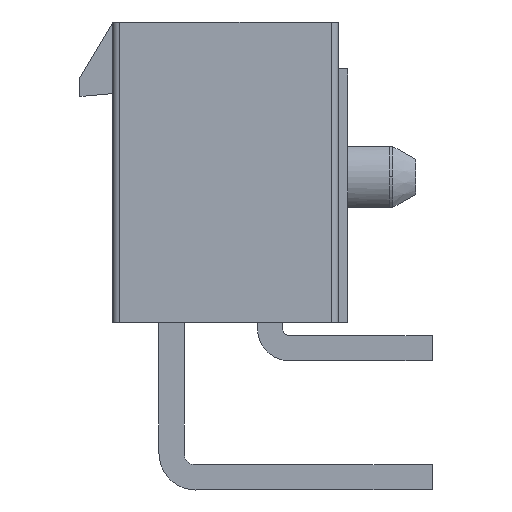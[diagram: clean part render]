
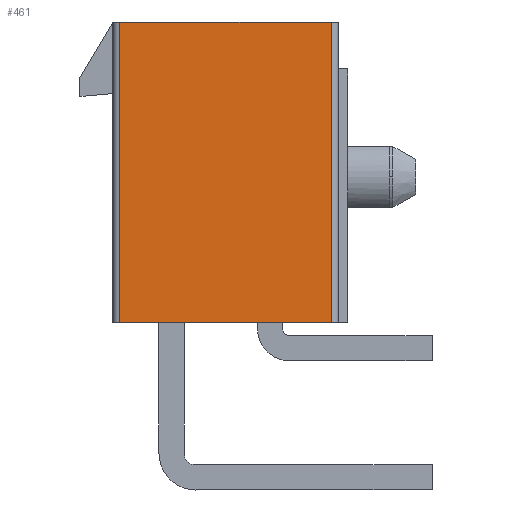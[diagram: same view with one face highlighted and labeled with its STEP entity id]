
A CAD part, left-side view. The second image highlights one B-rep face of the part: STEP entity #461.
In plain terms, the highlighted planar face has unit normal (-1, 0, 0).
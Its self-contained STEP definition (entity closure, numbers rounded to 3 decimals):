
#342 = VECTOR ( 'NONE', #4549, 1000. ) ;
#461 = ADVANCED_FACE ( 'NONE', ( #3863 ), #1103, .F. ) ;
#609 = VERTEX_POINT ( 'NONE', #4662 ) ;
#738 = EDGE_LOOP ( 'NONE', ( #1472, #1288, #4602, #3913 ) ) ;
#1103 = PLANE ( 'NONE',  #3323 ) ;
#1288 = ORIENTED_EDGE ( 'NONE', *, *, #4907, .T. ) ;
#1459 = EDGE_CURVE ( 'NONE', #4260, #4064, #2429, .T. ) ;
#1471 = EDGE_CURVE ( 'NONE', #3053, #609, #3028, .T. ) ;
#1472 = ORIENTED_EDGE ( 'NONE', *, *, #1471, .T. ) ;
#1759 = DIRECTION ( 'NONE',  ( 1., 0., 0. ) ) ;
#2138 = VECTOR ( 'NONE', #4664, 1000. ) ;
#2249 = DIRECTION ( 'NONE',  ( 0., 0., -1. ) ) ;
#2429 = LINE ( 'NONE', #5075, #342 ) ;
#2713 = VECTOR ( 'NONE', #2249, 1000. ) ;
#3028 = LINE ( 'NONE', #6752, #2138 ) ;
#3053 = VERTEX_POINT ( 'NONE', #5385 ) ;
#3243 = CARTESIAN_POINT ( 'NONE',  ( -6.9, 9.7, -12.8 ) ) ;
#3323 = AXIS2_PLACEMENT_3D ( 'NONE', #6607, #1759, #6081 ) ;
#3356 = EDGE_CURVE ( 'NONE', #4260, #3053, #5347, .T. ) ;
#3798 = DIRECTION ( 'NONE',  ( 0., 0., 1. ) ) ;
#3863 = FACE_OUTER_BOUND ( 'NONE', #738, .T. ) ;
#3894 = LINE ( 'NONE', #3243, #2713 ) ;
#3913 = ORIENTED_EDGE ( 'NONE', *, *, #3356, .T. ) ;
#4064 = VERTEX_POINT ( 'NONE', #5450 ) ;
#4260 = VERTEX_POINT ( 'NONE', #6718 ) ;
#4312 = CARTESIAN_POINT ( 'NONE',  ( -6.9, 0.7, 0. ) ) ;
#4549 = DIRECTION ( 'NONE',  ( 0., 1., 0. ) ) ;
#4602 = ORIENTED_EDGE ( 'NONE', *, *, #1459, .F. ) ;
#4662 = CARTESIAN_POINT ( 'NONE',  ( -6.9, 9.7, 0. ) ) ;
#4664 = DIRECTION ( 'NONE',  ( 0., 1., 0. ) ) ;
#4907 = EDGE_CURVE ( 'NONE', #609, #4064, #3894, .T. ) ;
#4929 = VECTOR ( 'NONE', #3798, 1000. ) ;
#5075 = CARTESIAN_POINT ( 'NONE',  ( -6.9, 10., -12.8 ) ) ;
#5347 = LINE ( 'NONE', #4312, #4929 ) ;
#5385 = CARTESIAN_POINT ( 'NONE',  ( -6.9, 0.7, 0. ) ) ;
#5450 = CARTESIAN_POINT ( 'NONE',  ( -6.9, 9.7, -12.8 ) ) ;
#6081 = DIRECTION ( 'NONE',  ( 0., 0., -1. ) ) ;
#6607 = CARTESIAN_POINT ( 'NONE',  ( -6.9, 0., 0. ) ) ;
#6718 = CARTESIAN_POINT ( 'NONE',  ( -6.9, 0.7, -12.8 ) ) ;
#6752 = CARTESIAN_POINT ( 'NONE',  ( -6.9, 10., 0. ) ) ;
